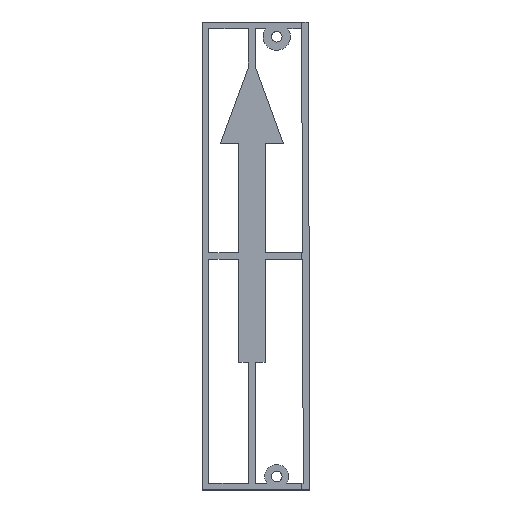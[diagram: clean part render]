
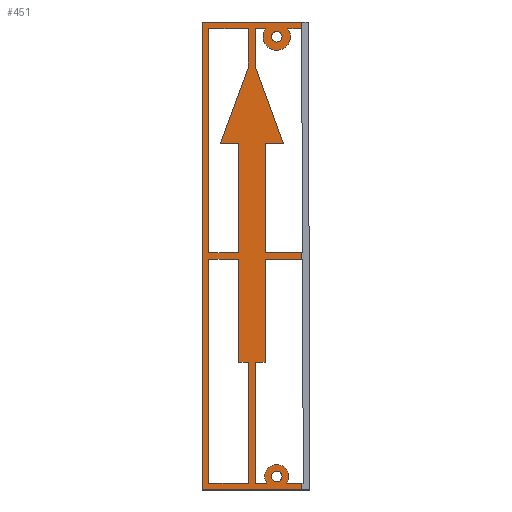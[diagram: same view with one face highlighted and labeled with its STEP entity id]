
A CAD part, top view. The second image highlights one B-rep face of the part: STEP entity #451.
In plain terms, the highlighted planar face has unit normal (0, 0, 1).
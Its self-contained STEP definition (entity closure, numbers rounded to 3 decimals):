
#60=CARTESIAN_POINT('',(328.,1283.5,484.));
#61=VERTEX_POINT('',#60);
#62=CARTESIAN_POINT('',(322.,1283.5,484.));
#63=VERTEX_POINT('',#62);
#64=CARTESIAN_POINT('',(328.,1283.5,484.));
#65=DIRECTION('',(-1.,-0.,0.));
#66=VECTOR('',#65,6.);
#67=LINE('',#64,#66);
#68=EDGE_CURVE('',#61,#63,#67,.T.);
#108=CARTESIAN_POINT('',(322.,1210.5,484.));
#109=VERTEX_POINT('',#108);
#118=CARTESIAN_POINT('',(329.109,1210.5,484.));
#119=VERTEX_POINT('',#118);
#120=CARTESIAN_POINT('',(322.,1210.5,484.));
#121=DIRECTION('',(1.,0.,-0.));
#122=VECTOR('',#121,7.109);
#123=LINE('',#120,#122);
#124=EDGE_CURVE('',#109,#119,#123,.T.);
#144=CARTESIAN_POINT('',(0.,1319.64,484.));
#145=DIRECTION('',(0.,0.,1.));
#146=DIRECTION('',(-1.,0.,0.));
#147=AXIS2_PLACEMENT_3D('',#144,#145,#146);
#148=PLANE('',#147);
#149=CARTESIAN_POINT('',(318.,1283.5,484.));
#150=VERTEX_POINT('',#149);
#151=CARTESIAN_POINT('',(318.,1210.5,484.));
#152=VERTEX_POINT('',#151);
#153=CARTESIAN_POINT('',(318.,1283.5,484.));
#154=DIRECTION('',(0.,-1.,0.));
#155=VECTOR('',#154,73.);
#156=LINE('',#153,#155);
#157=EDGE_CURVE('',#150,#152,#156,.T.);
#158=ORIENTED_EDGE('',*,*,#157,.T.);
#159=CARTESIAN_POINT('',(294.,1210.5,484.));
#160=VERTEX_POINT('',#159);
#161=CARTESIAN_POINT('',(294.,1210.5,484.));
#162=DIRECTION('',(1.,0.,-0.));
#163=VECTOR('',#162,24.);
#164=LINE('',#161,#163);
#165=EDGE_CURVE('',#160,#152,#164,.T.);
#166=ORIENTED_EDGE('',*,*,#165,.F.);
#167=CARTESIAN_POINT('',(294.,1345.5,484.));
#168=VERTEX_POINT('',#167);
#169=CARTESIAN_POINT('',(294.,1345.5,484.));
#170=DIRECTION('',(0.,-1.,0.));
#171=VECTOR('',#170,135.);
#172=LINE('',#169,#171);
#173=EDGE_CURVE('',#168,#160,#172,.T.);
#174=ORIENTED_EDGE('',*,*,#173,.F.);
#175=CARTESIAN_POINT('',(312.,1345.365,484.));
#176=VERTEX_POINT('',#175);
#177=CARTESIAN_POINT('',(312.,1345.365,484.));
#178=DIRECTION('',(-1.,0.008,0.));
#179=VECTOR('',#178,18.001);
#180=LINE('',#177,#179);
#181=EDGE_CURVE('',#176,#168,#180,.T.);
#182=ORIENTED_EDGE('',*,*,#181,.F.);
#183=CARTESIAN_POINT('',(312.,1283.5,484.));
#184=VERTEX_POINT('',#183);
#185=CARTESIAN_POINT('',(312.,1283.5,484.));
#186=DIRECTION('',(0.,1.,0.));
#187=VECTOR('',#186,61.865);
#188=LINE('',#185,#187);
#189=EDGE_CURVE('',#184,#176,#188,.T.);
#190=ORIENTED_EDGE('',*,*,#189,.F.);
#191=CARTESIAN_POINT('',(318.,1283.5,484.));
#192=DIRECTION('',(-1.,-0.,0.));
#193=VECTOR('',#192,6.);
#194=LINE('',#191,#193);
#195=EDGE_CURVE('',#150,#184,#194,.T.);
#196=ORIENTED_EDGE('',*,*,#195,.F.);
#197=EDGE_LOOP('',(#158,#166,#174,#182,#190,#196));
#198=FACE_BOUND('',#197,.T.);
#199=CARTESIAN_POINT('',(328.,1349.5,484.));
#200=VERTEX_POINT('',#199);
#201=CARTESIAN_POINT('',(350.,1349.5,484.));
#202=VERTEX_POINT('',#201);
#203=CARTESIAN_POINT('',(328.,1349.5,484.));
#204=DIRECTION('',(1.,0.,-0.));
#205=VECTOR('',#204,22.);
#206=LINE('',#203,#205);
#207=EDGE_CURVE('',#200,#202,#206,.T.);
#208=ORIENTED_EDGE('',*,*,#207,.F.);
#209=CARTESIAN_POINT('',(328.,1415.,484.));
#210=VERTEX_POINT('',#209);
#211=CARTESIAN_POINT('',(328.,1415.,484.));
#212=DIRECTION('',(0.,-1.,0.));
#213=VECTOR('',#212,65.5);
#214=LINE('',#211,#213);
#215=EDGE_CURVE('',#210,#200,#214,.T.);
#216=ORIENTED_EDGE('',*,*,#215,.F.);
#217=CARTESIAN_POINT('',(339.,1415.,484.));
#218=VERTEX_POINT('',#217);
#219=CARTESIAN_POINT('',(339.,1415.,484.));
#220=DIRECTION('',(-1.,0.,0.));
#221=VECTOR('',#220,11.);
#222=LINE('',#219,#221);
#223=EDGE_CURVE('',#218,#210,#222,.T.);
#224=ORIENTED_EDGE('',*,*,#223,.F.);
#225=CARTESIAN_POINT('',(322.007,1461.507,484.));
#226=VERTEX_POINT('',#225);
#227=CARTESIAN_POINT('',(339.,1415.,484.));
#228=DIRECTION('',(-0.343,0.939,0.));
#229=VECTOR('',#228,49.514);
#230=LINE('',#227,#229);
#231=EDGE_CURVE('',#218,#226,#230,.T.);
#232=ORIENTED_EDGE('',*,*,#231,.T.);
#233=CARTESIAN_POINT('',(322.007,1484.5,484.));
#234=VERTEX_POINT('',#233);
#235=CARTESIAN_POINT('',(322.007,1461.507,484.));
#236=DIRECTION('',(0.,1.,0.));
#237=VECTOR('',#236,22.993);
#238=LINE('',#235,#237);
#239=EDGE_CURVE('',#226,#234,#238,.T.);
#240=ORIENTED_EDGE('',*,*,#239,.T.);
#241=CARTESIAN_POINT('',(328.395,1484.5,484.));
#242=VERTEX_POINT('',#241);
#243=CARTESIAN_POINT('',(328.395,1484.5,484.));
#244=DIRECTION('',(-1.,0.,0.));
#245=VECTOR('',#244,6.388);
#246=LINE('',#243,#245);
#247=EDGE_CURVE('',#242,#234,#246,.T.);
#248=ORIENTED_EDGE('',*,*,#247,.F.);
#249=CARTESIAN_POINT('',(326.8,1479.64,484.));
#250=VERTEX_POINT('',#249);
#251=CARTESIAN_POINT('',(335.,1479.64,484.));
#252=DIRECTION('',(0.,0.,1.));
#253=DIRECTION('',(1.,0.,-0.));
#254=AXIS2_PLACEMENT_3D('',#251,#252,#253);
#255=CIRCLE('',#254,8.2);
#256=EDGE_CURVE('',#242,#250,#255,.T.);
#257=ORIENTED_EDGE('',*,*,#256,.T.);
#258=CARTESIAN_POINT('',(341.605,1484.5,484.));
#259=VERTEX_POINT('',#258);
#260=CARTESIAN_POINT('',(335.,1479.64,484.));
#261=DIRECTION('',(0.,0.,1.));
#262=DIRECTION('',(1.,0.,-0.));
#263=AXIS2_PLACEMENT_3D('',#260,#261,#262);
#264=CIRCLE('',#263,8.2);
#265=EDGE_CURVE('',#250,#259,#264,.T.);
#266=ORIENTED_EDGE('',*,*,#265,.T.);
#267=CARTESIAN_POINT('',(350.,1484.5,484.));
#268=VERTEX_POINT('',#267);
#269=CARTESIAN_POINT('',(350.,1484.5,484.));
#270=DIRECTION('',(-1.,0.,0.));
#271=VECTOR('',#270,8.395);
#272=LINE('',#269,#271);
#273=EDGE_CURVE('',#268,#259,#272,.T.);
#274=ORIENTED_EDGE('',*,*,#273,.F.);
#275=CARTESIAN_POINT('',(350.,1488.5,484.));
#276=VERTEX_POINT('',#275);
#277=CARTESIAN_POINT('',(350.,1488.5,484.));
#278=DIRECTION('',(-0.,-1.,-0.));
#279=VECTOR('',#278,4.);
#280=LINE('',#277,#279);
#281=EDGE_CURVE('',#276,#268,#280,.T.);
#282=ORIENTED_EDGE('',*,*,#281,.F.);
#283=CARTESIAN_POINT('',(290.,1488.5,484.));
#284=VERTEX_POINT('',#283);
#285=CARTESIAN_POINT('',(350.,1488.5,484.));
#286=DIRECTION('',(-1.,0.,0.));
#287=VECTOR('',#286,60.);
#288=LINE('',#285,#287);
#289=EDGE_CURVE('',#276,#284,#288,.T.);
#290=ORIENTED_EDGE('',*,*,#289,.T.);
#291=CARTESIAN_POINT('',(290.,1206.5,484.));
#292=VERTEX_POINT('',#291);
#293=CARTESIAN_POINT('',(290.,1206.5,484.));
#294=DIRECTION('',(-0.,1.,-0.));
#295=VECTOR('',#294,282.);
#296=LINE('',#293,#295);
#297=EDGE_CURVE('',#292,#284,#296,.T.);
#298=ORIENTED_EDGE('',*,*,#297,.F.);
#299=CARTESIAN_POINT('',(350.,1206.5,484.));
#300=VERTEX_POINT('',#299);
#301=CARTESIAN_POINT('',(350.,1206.5,484.));
#302=DIRECTION('',(-1.,-0.,0.));
#303=VECTOR('',#302,60.);
#304=LINE('',#301,#303);
#305=EDGE_CURVE('',#300,#292,#304,.T.);
#306=ORIENTED_EDGE('',*,*,#305,.F.);
#307=CARTESIAN_POINT('',(350.,1210.5,484.));
#308=VERTEX_POINT('',#307);
#309=CARTESIAN_POINT('',(350.,1210.5,484.));
#310=DIRECTION('',(-0.,-1.,-0.));
#311=VECTOR('',#310,4.);
#312=LINE('',#309,#311);
#313=EDGE_CURVE('',#308,#300,#312,.T.);
#314=ORIENTED_EDGE('',*,*,#313,.F.);
#315=CARTESIAN_POINT('',(340.891,1210.5,484.));
#316=VERTEX_POINT('',#315);
#317=CARTESIAN_POINT('',(340.891,1210.5,484.));
#318=DIRECTION('',(1.,0.,-0.));
#319=VECTOR('',#318,9.109);
#320=LINE('',#317,#319);
#321=EDGE_CURVE('',#316,#308,#320,.T.);
#322=ORIENTED_EDGE('',*,*,#321,.F.);
#323=CARTESIAN_POINT('',(327.8,1214.64,484.));
#324=VERTEX_POINT('',#323);
#325=CARTESIAN_POINT('',(335.,1214.64,484.));
#326=DIRECTION('',(0.,0.,1.));
#327=DIRECTION('',(1.,0.,-0.));
#328=AXIS2_PLACEMENT_3D('',#325,#326,#327);
#329=CIRCLE('',#328,7.2);
#330=EDGE_CURVE('',#316,#324,#329,.T.);
#331=ORIENTED_EDGE('',*,*,#330,.T.);
#332=CARTESIAN_POINT('',(335.,1214.64,484.));
#333=DIRECTION('',(0.,0.,1.));
#334=DIRECTION('',(1.,0.,-0.));
#335=AXIS2_PLACEMENT_3D('',#332,#333,#334);
#336=CIRCLE('',#335,7.2);
#337=EDGE_CURVE('',#324,#119,#336,.T.);
#338=ORIENTED_EDGE('',*,*,#337,.T.);
#339=ORIENTED_EDGE('',*,*,#124,.F.);
#340=CARTESIAN_POINT('',(322.,1283.5,484.));
#341=DIRECTION('',(0.,-1.,0.));
#342=VECTOR('',#341,73.);
#343=LINE('',#340,#342);
#344=EDGE_CURVE('',#63,#109,#343,.T.);
#345=ORIENTED_EDGE('',*,*,#344,.F.);
#346=ORIENTED_EDGE('',*,*,#68,.F.);
#347=CARTESIAN_POINT('',(328.,1345.5,484.));
#348=VERTEX_POINT('',#347);
#349=CARTESIAN_POINT('',(328.,1345.5,484.));
#350=DIRECTION('',(0.,-1.,0.));
#351=VECTOR('',#350,62.);
#352=LINE('',#349,#351);
#353=EDGE_CURVE('',#348,#61,#352,.T.);
#354=ORIENTED_EDGE('',*,*,#353,.F.);
#355=CARTESIAN_POINT('',(350.,1345.5,484.));
#356=VERTEX_POINT('',#355);
#357=CARTESIAN_POINT('',(328.,1345.5,484.));
#358=DIRECTION('',(1.,0.,-0.));
#359=VECTOR('',#358,22.);
#360=LINE('',#357,#359);
#361=EDGE_CURVE('',#348,#356,#360,.T.);
#362=ORIENTED_EDGE('',*,*,#361,.T.);
#363=CARTESIAN_POINT('',(350.,1349.5,484.));
#364=DIRECTION('',(-0.,-1.,-0.));
#365=VECTOR('',#364,4.);
#366=LINE('',#363,#365);
#367=EDGE_CURVE('',#202,#356,#366,.T.);
#368=ORIENTED_EDGE('',*,*,#367,.F.);
#369=EDGE_LOOP('',(#208,#216,#224,#232,#240,#248,#257,#266,#274,#282,#290,#298,#306,#314,#322,#331,#338,#339,#345,#346,#354,#362,#368));
#370=FACE_BOUND('',#369,.T.);
#371=CARTESIAN_POINT('',(338.2,1214.64,484.));
#372=VERTEX_POINT('',#371);
#373=CARTESIAN_POINT('',(335.,1214.64,484.));
#374=DIRECTION('',(0.,0.,1.));
#375=DIRECTION('',(1.,0.,-0.));
#376=AXIS2_PLACEMENT_3D('',#373,#374,#375);
#377=CIRCLE('',#376,3.2);
#378=EDGE_CURVE('',#372,#372,#377,.T.);
#379=ORIENTED_EDGE('',*,*,#378,.F.);
#380=EDGE_LOOP('',(#379));
#381=FACE_BOUND('',#380,.T.);
#382=CARTESIAN_POINT('',(338.2,1479.64,484.));
#383=VERTEX_POINT('',#382);
#384=CARTESIAN_POINT('',(335.,1479.64,484.));
#385=DIRECTION('',(0.,0.,1.));
#386=DIRECTION('',(1.,0.,-0.));
#387=AXIS2_PLACEMENT_3D('',#384,#385,#386);
#388=CIRCLE('',#387,3.2);
#389=EDGE_CURVE('',#383,#383,#388,.T.);
#390=ORIENTED_EDGE('',*,*,#389,.F.);
#391=EDGE_LOOP('',(#390));
#392=FACE_BOUND('',#391,.T.);
#393=CARTESIAN_POINT('',(312.,1349.365,484.));
#394=VERTEX_POINT('',#393);
#395=CARTESIAN_POINT('',(312.,1415.,484.));
#396=VERTEX_POINT('',#395);
#397=CARTESIAN_POINT('',(312.,1349.365,484.));
#398=DIRECTION('',(0.,1.,0.));
#399=VECTOR('',#398,65.635);
#400=LINE('',#397,#399);
#401=EDGE_CURVE('',#394,#396,#400,.T.);
#402=ORIENTED_EDGE('',*,*,#401,.F.);
#403=CARTESIAN_POINT('',(294.,1349.5,484.));
#404=VERTEX_POINT('',#403);
#405=CARTESIAN_POINT('',(312.,1349.365,484.));
#406=DIRECTION('',(-1.,0.008,0.));
#407=VECTOR('',#406,18.001);
#408=LINE('',#405,#407);
#409=EDGE_CURVE('',#394,#404,#408,.T.);
#410=ORIENTED_EDGE('',*,*,#409,.T.);
#411=CARTESIAN_POINT('',(294.,1484.5,484.));
#412=VERTEX_POINT('',#411);
#413=CARTESIAN_POINT('',(294.,1484.5,484.));
#414=DIRECTION('',(0.,-1.,0.));
#415=VECTOR('',#414,135.);
#416=LINE('',#413,#415);
#417=EDGE_CURVE('',#412,#404,#416,.T.);
#418=ORIENTED_EDGE('',*,*,#417,.F.);
#419=CARTESIAN_POINT('',(317.941,1484.5,484.));
#420=VERTEX_POINT('',#419);
#421=CARTESIAN_POINT('',(317.941,1484.5,484.));
#422=DIRECTION('',(-1.,0.,0.));
#423=VECTOR('',#422,23.941);
#424=LINE('',#421,#423);
#425=EDGE_CURVE('',#420,#412,#424,.T.);
#426=ORIENTED_EDGE('',*,*,#425,.F.);
#427=CARTESIAN_POINT('',(317.941,1461.365,484.));
#428=VERTEX_POINT('',#427);
#429=CARTESIAN_POINT('',(317.941,1461.365,484.));
#430=DIRECTION('',(0.,1.,0.));
#431=VECTOR('',#430,23.135);
#432=LINE('',#429,#431);
#433=EDGE_CURVE('',#428,#420,#432,.T.);
#434=ORIENTED_EDGE('',*,*,#433,.F.);
#435=CARTESIAN_POINT('',(301.,1415.,484.));
#436=VERTEX_POINT('',#435);
#437=CARTESIAN_POINT('',(317.941,1461.365,484.));
#438=DIRECTION('',(-0.343,-0.939,0.));
#439=VECTOR('',#438,49.363);
#440=LINE('',#437,#439);
#441=EDGE_CURVE('',#428,#436,#440,.T.);
#442=ORIENTED_EDGE('',*,*,#441,.T.);
#443=CARTESIAN_POINT('',(301.,1415.,484.));
#444=DIRECTION('',(1.,0.,-0.));
#445=VECTOR('',#444,11.);
#446=LINE('',#443,#445);
#447=EDGE_CURVE('',#436,#396,#446,.T.);
#448=ORIENTED_EDGE('',*,*,#447,.T.);
#449=EDGE_LOOP('',(#402,#410,#418,#426,#434,#442,#448));
#450=FACE_BOUND('',#449,.T.);
#451=ADVANCED_FACE('',(#198,#370,#381,#392,#450),#148,.T.);
